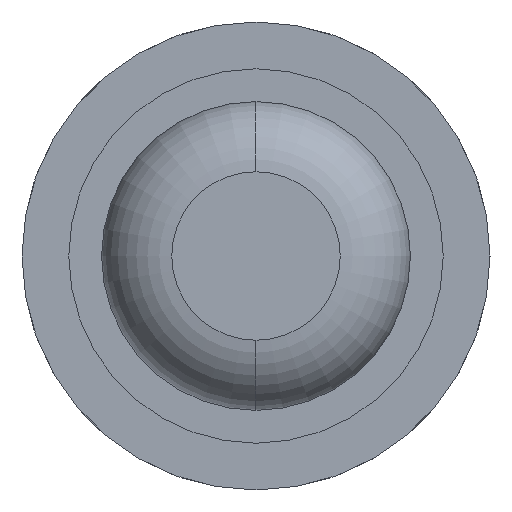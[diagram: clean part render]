
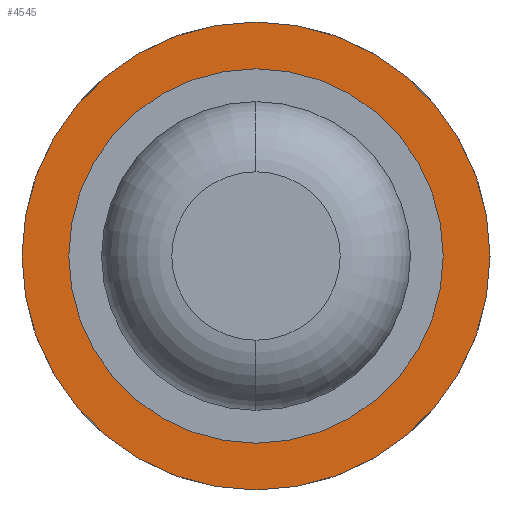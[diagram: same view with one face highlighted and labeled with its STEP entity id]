
A CAD part, front view. The second image highlights one B-rep face of the part: STEP entity #4545.
In plain terms, the highlighted planar face has unit normal (0, -1, 0).
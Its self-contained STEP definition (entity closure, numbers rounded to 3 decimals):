
#316 = DIRECTION ( 'NONE',  ( 0., -1., 0. ) ) ;
#488 = VERTEX_POINT ( 'NONE', #4717 ) ;
#655 = AXIS2_PLACEMENT_3D ( 'NONE', #4894, #2514, #2570 ) ;
#683 = EDGE_LOOP ( 'NONE', ( #1873, #5150 ) ) ;
#736 = DIRECTION ( 'NONE',  ( 0., -1., 0. ) ) ;
#1028 = CARTESIAN_POINT ( 'NONE',  ( 0., 5.3, -0.5 ) ) ;
#1045 = EDGE_CURVE ( 'Defeature ausgef�hrt1_16+Defeature ausgef�hrt1_15+Defeature ausgef�hrt1_15+Defeature ausgef�hrt1_15', #1575, #3569, #3583, .T. ) ;
#1122 = CARTESIAN_POINT ( 'NONE',  ( 0., 5.3, 0. ) ) ;
#1179 = CARTESIAN_POINT ( 'NONE',  ( 0., 5.3, -1.25 ) ) ;
#1299 = DIRECTION ( 'NONE',  ( 0., -1., 0. ) ) ;
#1514 = EDGE_LOOP ( 'NONE', ( #2363, #3231 ) ) ;
#1575 = VERTEX_POINT ( 'NONE', #4650 ) ;
#1598 = EDGE_CURVE ( 'Defeature ausgef�hrt1_16+Defeature ausgef�hrt1_15+Defeature ausgef�hrt1_15+Defeature ausgef�hrt1_15', #3569, #1575, #1905, .T. ) ;
#1697 = EDGE_CURVE ( 'Defeature ausgef�hrt1_15+Defeature ausgef�hrt1_14+Defeature ausgef�hrt1_14+Defeature ausgef�hrt1_14', #488, #2487, #2924, .T. ) ;
#1873 = ORIENTED_EDGE ( 'NONE', *, *, #5229, .T. ) ;
#1896 = DIRECTION ( 'NONE',  ( 0., 0., -1. ) ) ;
#1905 = CIRCLE ( 'NONE', #4772, 0.5 ) ;
#2217 = PLANE ( 'NONE',  #4299 ) ;
#2363 = ORIENTED_EDGE ( 'NONE', *, *, #1598, .F. ) ;
#2424 = CARTESIAN_POINT ( 'NONE',  ( 0., 5.3, 0. ) ) ;
#2487 = VERTEX_POINT ( 'NONE', #1179 ) ;
#2514 = DIRECTION ( 'NONE',  ( 0., -1., 0. ) ) ;
#2570 = DIRECTION ( 'NONE',  ( 0., 0., -1. ) ) ;
#2599 = CARTESIAN_POINT ( 'NONE',  ( 0.5, 5.3, 0. ) ) ;
#2606 = FACE_OUTER_BOUND ( 'NONE', #683, .T. ) ;
#2667 = FACE_BOUND ( 'NONE', #1514, .T. ) ;
#2924 = CIRCLE ( 'NONE', #655, 1.25 ) ;
#3216 = DIRECTION ( 'NONE',  ( 0., 0., -1. ) ) ;
#3231 = ORIENTED_EDGE ( 'NONE', *, *, #1045, .F. ) ;
#3569 = VERTEX_POINT ( 'NONE', #1028 ) ;
#3583 = CIRCLE ( 'NONE', #4437, 0.5 ) ;
#3954 = DIRECTION ( 'NONE',  ( 0., 0., -1. ) ) ;
#4193 = DIRECTION ( 'NONE',  ( 0., -1., 0. ) ) ;
#4213 = CIRCLE ( 'NONE', #4809, 1.25 ) ;
#4299 = AXIS2_PLACEMENT_3D ( 'NONE', #2599, #4193, #5009 ) ;
#4346 = CARTESIAN_POINT ( 'NONE',  ( 0., 5.3, 0. ) ) ;
#4437 = AXIS2_PLACEMENT_3D ( 'NONE', #2424, #1299, #3216 ) ;
#4545 = ADVANCED_FACE ( 'Defeature ausgef�hrt1_15', ( #2606, #2667 ), #2217, .T. ) ;
#4650 = CARTESIAN_POINT ( 'NONE',  ( 0., 5.3, 0.5 ) ) ;
#4717 = CARTESIAN_POINT ( 'NONE',  ( 0., 5.3, 1.25 ) ) ;
#4772 = AXIS2_PLACEMENT_3D ( 'NONE', #4346, #736, #1896 ) ;
#4809 = AXIS2_PLACEMENT_3D ( 'NONE', #1122, #316, #3954 ) ;
#4894 = CARTESIAN_POINT ( 'NONE',  ( 0., 5.3, 0. ) ) ;
#5009 = DIRECTION ( 'NONE',  ( 0., 0., -1. ) ) ;
#5150 = ORIENTED_EDGE ( 'NONE', *, *, #1697, .T. ) ;
#5229 = EDGE_CURVE ( 'Defeature ausgef�hrt1_15+Defeature ausgef�hrt1_14+Defeature ausgef�hrt1_14+Defeature ausgef�hrt1_14', #2487, #488, #4213, .T. ) ;
